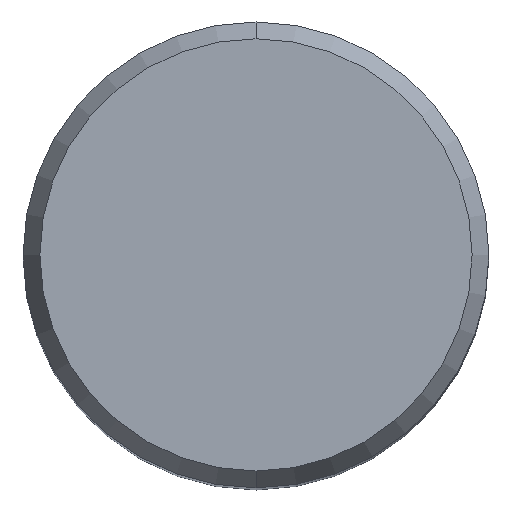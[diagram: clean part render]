
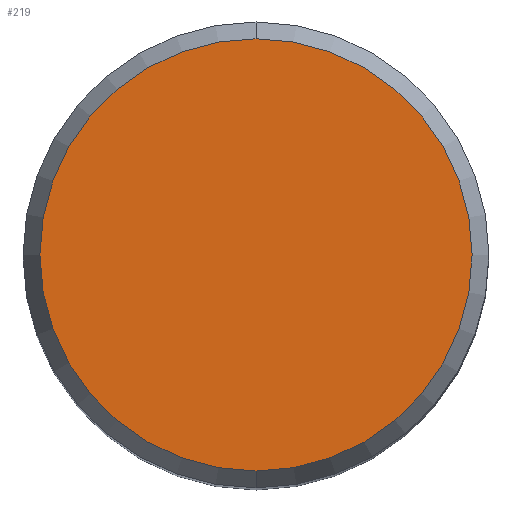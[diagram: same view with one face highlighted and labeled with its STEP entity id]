
A CAD part, top view. The second image highlights one B-rep face of the part: STEP entity #219.
In plain terms, the highlighted planar face has unit normal (0, 0, 1).
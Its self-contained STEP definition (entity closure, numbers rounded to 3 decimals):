
#179=VERTEX_POINT('',#386);
#219=ADVANCED_FACE('',(#435),#436,.T.);
#227=VERTEX_POINT('',#446);
#237=EDGE_CURVE('',#179,#227,#457,.T.);
#257=EDGE_CURVE('',#227,#179,#479,.T.);
#386=CARTESIAN_POINT('',(0.0,8.837,0.));
#435=FACE_OUTER_BOUND('',#684,.T.);
#436=PLANE('',#685);
#446=CARTESIAN_POINT('',(0.,-8.837,0.));
#457=CIRCLE('',#713,8.837);
#479=CIRCLE('',#743,8.837);
#684=EDGE_LOOP('',(#951,#952));
#685=AXIS2_PLACEMENT_3D('',#953,#954,#955);
#713=AXIS2_PLACEMENT_3D('',#982,#983,#984);
#743=AXIS2_PLACEMENT_3D('',#1012,#1013,#1014);
#951=ORIENTED_EDGE('',*,*,#237,.F.);
#952=ORIENTED_EDGE('',*,*,#257,.F.);
#953=CARTESIAN_POINT('',(0.0,4.419,0.));
#954=DIRECTION('',(-0.0,0.0,1.0));
#955=DIRECTION('',(0.0,-1.0,0.0));
#982=CARTESIAN_POINT('',(0.0,0.0,0.));
#983=DIRECTION('',(0.0,0.0,-1.0));
#984=DIRECTION('',(0.0,1.0,0.0));
#1012=CARTESIAN_POINT('',(0.0,0.0,0.));
#1013=DIRECTION('',(0.0,0.0,-1.0));
#1014=DIRECTION('',(0.0,1.0,0.0));
